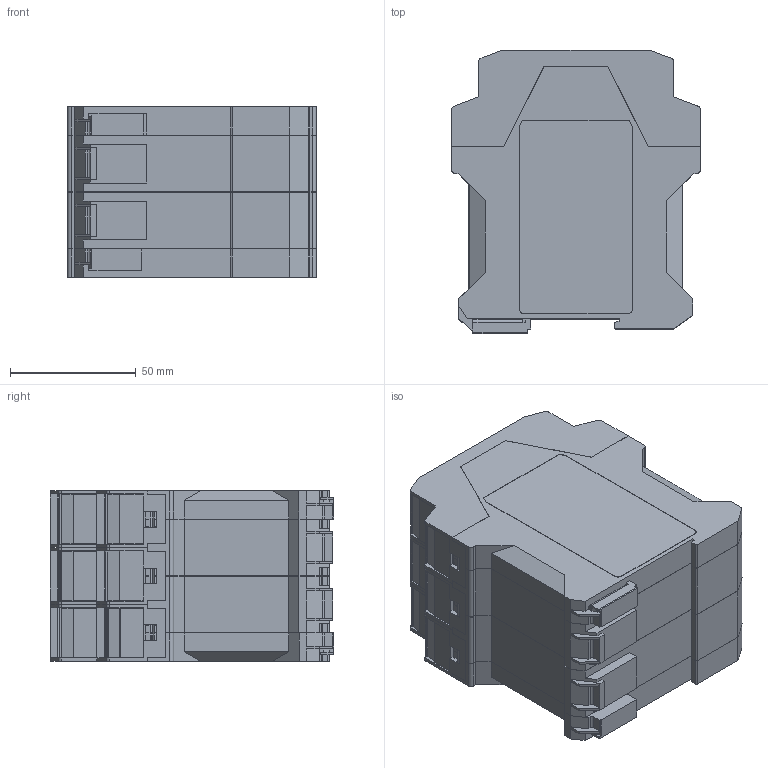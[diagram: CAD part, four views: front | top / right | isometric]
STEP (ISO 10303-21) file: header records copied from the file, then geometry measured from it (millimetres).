
FILE_DESCRIPTION((''),'2;1');
FILE_NAME('3ER_BLOCK_ASM','2008-01-11T',('IndustrieHansa'),('Pepperl+Fuchs'),'PRO/ENGINEER BY PARAMETRIC TECHNOLOGY CORPORATION, 2006420','PRO/ENGINEER BY PARAMETRIC TECHNOLOGY CORPORATION, 2006420','');
FILE_SCHEMA(('AUTOMOTIVE_DESIGN_CC2 { 1 2 10303 214 -1 1 5 2 }'));
Length unit declared in the file: millimetre
Products named in the file (7): 111280_ME22_5UTM_; 111280_ME_22_5_UTL_; 111280_ME_22_5_UTR_; 125087_MSS_SUPPLY_INT_OBERTEIL_; SCHILD_NURZIFFERN_; STECKERTEIL-1779851_; 3ER_BLOCK_ASM
Assembly tree (22 placements, depth 2):
  3ER_BLOCK_ASM
    111280_ME22_5UTM_  x2
    111280_ME_22_5_UTL_
    111280_ME_22_5_UTR_
    125087_MSS_SUPPLY_INT_OBERTEIL_  x3
    SCHILD_NURZIFFERN_  x3
    STECKERTEIL-1779851_  x12
Bounding box: 99.11 x 112.77 x 67.91 mm (x, y, z)
Volume: 246571 mm3; surface area: 129103 mm2
Topology: 22 solids, 22 shells, 933 faces, 2683 edges, 1777 vertices
Faces by surface type: plane 733, cylinder 200
Entity records: 20477 total; most frequent: CARTESIAN_POINT 2910, ORIENTED_EDGE 2818, DIRECTION 2642, PRESENTATION_STYLE_ASSIGNMENT 1425, STYLED_ITEM 1425, CURVE_STYLE 1419, EDGE_CURVE 1409, VECTOR 1188
